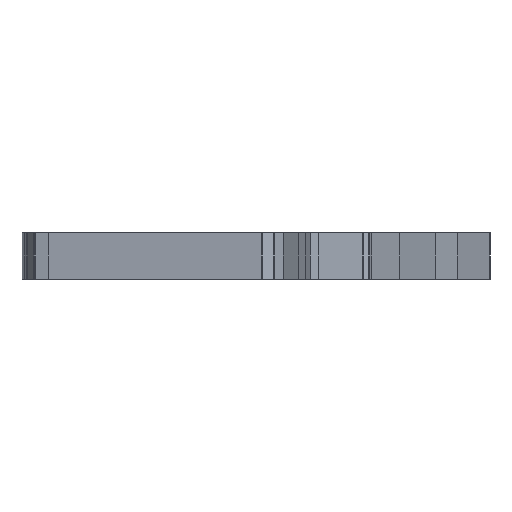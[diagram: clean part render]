
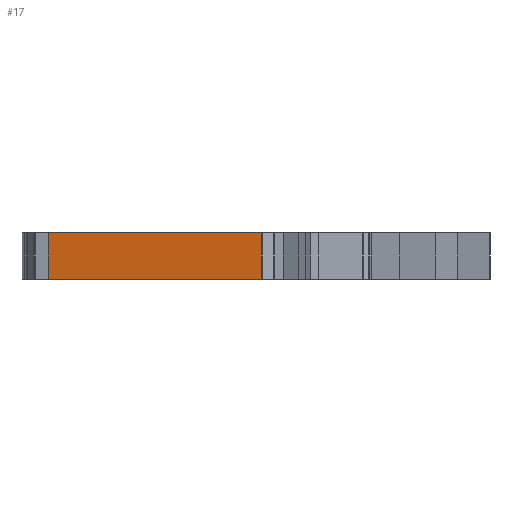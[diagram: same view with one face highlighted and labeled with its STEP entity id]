
A CAD part, left-side view. The second image highlights one B-rep face of the part: STEP entity #17.
In plain terms, the highlighted free-form (B-spline) face has degree [1, 1] with [2, 2] control points.
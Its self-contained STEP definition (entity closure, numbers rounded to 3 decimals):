
#17 = ADVANCED_FACE('',(#18),#31,.T.);
#18 = FACE_BOUND('',#19,.T.);
#19 = EDGE_LOOP('',(#20,#52,#77,#102));
#20 = ORIENTED_EDGE('',*,*,#21,.T.);
#21 = EDGE_CURVE('',#22,#24,#26,.T.);
#22 = VERTEX_POINT('',#23);
#23 = CARTESIAN_POINT('',(60.249,-136.481,0.));
#24 = VERTEX_POINT('',#25);
#25 = CARTESIAN_POINT('',(60.249,-136.481,
    12.7));
#26 = SURFACE_CURVE('',#27,(#30,#41),.PCURVE_S1.);
#27 = B_SPLINE_CURVE_WITH_KNOTS('',1,(#28,#29),.UNSPECIFIED.,.F.,.F.,(2,
    2),(0.,500.),.PIECEWISE_BEZIER_KNOTS.);
#28 = CARTESIAN_POINT('',(60.249,-136.481,0.));
#29 = CARTESIAN_POINT('',(60.249,-136.481,
    12.7));
#30 = PCURVE('',#31,#36);
#31 = B_SPLINE_SURFACE_WITH_KNOTS('',1,1,(
    (#32,#33)
    ,(#34,#35
    )),.UNSPECIFIED.,.F.,.F.,.F.,(2,2),(2,2),(0.,2323.655),(
    -500.,0.),.PIECEWISE_BEZIER_KNOTS.);
#32 = CARTESIAN_POINT('',(60.249,-136.481,
    12.7));
#33 = CARTESIAN_POINT('',(60.249,-136.481,0.));
#34 = CARTESIAN_POINT('',(71.105,-78.467,12.7
    ));
#35 = CARTESIAN_POINT('',(71.105,-78.467,0.));
#36 = DEFINITIONAL_REPRESENTATION('',(#37),#40);
#37 = B_SPLINE_CURVE_WITH_KNOTS('',1,(#38,#39),.UNSPECIFIED.,.F.,.F.,(2,
    2),(0.,500.),.PIECEWISE_BEZIER_KNOTS.);
#38 = CARTESIAN_POINT('',(0.,0.));
#39 = CARTESIAN_POINT('',(0.,-500.));
#40 = ( GEOMETRIC_REPRESENTATION_CONTEXT(2) 
PARAMETRIC_REPRESENTATION_CONTEXT() REPRESENTATION_CONTEXT('2D SPACE',''
  ) );
#41 = PCURVE('',#42,#47);
#42 = B_SPLINE_SURFACE_WITH_KNOTS('',1,1,(
    (#43,#44)
    ,(#45,#46
    )),.UNSPECIFIED.,.F.,.F.,.F.,(2,2),(2,2),(0.,2.029),(-500.,
    0.),.PIECEWISE_BEZIER_KNOTS.);
#43 = CARTESIAN_POINT('',(60.241,-136.532,
    12.7));
#44 = CARTESIAN_POINT('',(60.241,-136.532,0.));
#45 = CARTESIAN_POINT('',(60.249,-136.481,
    12.7));
#46 = CARTESIAN_POINT('',(60.249,-136.481,0.));
#47 = DEFINITIONAL_REPRESENTATION('',(#48),#51);
#48 = B_SPLINE_CURVE_WITH_KNOTS('',1,(#49,#50),.UNSPECIFIED.,.F.,.F.,(2,
    2),(0.,500.),.PIECEWISE_BEZIER_KNOTS.);
#49 = CARTESIAN_POINT('',(2.029,0.));
#50 = CARTESIAN_POINT('',(2.029,-500.));
#51 = ( GEOMETRIC_REPRESENTATION_CONTEXT(2) 
PARAMETRIC_REPRESENTATION_CONTEXT() REPRESENTATION_CONTEXT('2D SPACE',''
  ) );
#52 = ORIENTED_EDGE('',*,*,#53,.T.);
#53 = EDGE_CURVE('',#24,#54,#56,.T.);
#54 = VERTEX_POINT('',#55);
#55 = CARTESIAN_POINT('',(71.105,-78.467,12.7
    ));
#56 = SURFACE_CURVE('',#57,(#60,#66),.PCURVE_S1.);
#57 = B_SPLINE_CURVE_WITH_KNOTS('',1,(#58,#59),.UNSPECIFIED.,.F.,.F.,(2,
    2),(0.,2323.655),.PIECEWISE_BEZIER_KNOTS.);
#58 = CARTESIAN_POINT('',(60.249,-136.481,
    12.7));
#59 = CARTESIAN_POINT('',(71.105,-78.467,12.7
    ));
#60 = PCURVE('',#31,#61);
#61 = DEFINITIONAL_REPRESENTATION('',(#62),#65);
#62 = B_SPLINE_CURVE_WITH_KNOTS('',1,(#63,#64),.UNSPECIFIED.,.F.,.F.,(2,
    2),(0.,2323.655),.PIECEWISE_BEZIER_KNOTS.);
#63 = CARTESIAN_POINT('',(0.,-500.));
#64 = CARTESIAN_POINT('',(2323.655,-500.));
#65 = ( GEOMETRIC_REPRESENTATION_CONTEXT(2) 
PARAMETRIC_REPRESENTATION_CONTEXT() REPRESENTATION_CONTEXT('2D SPACE',''
  ) );
#66 = PCURVE('',#67,#72);
#67 = B_SPLINE_SURFACE_WITH_KNOTS('',1,1,(
    (#68,#69)
    ,(#70,#71
    )),.UNSPECIFIED.,.F.,.F.,.F.,(2,2),(2,2),(-6229.332,
    6251.707),(-2945.289,2068.764),
  .PIECEWISE_BEZIER_KNOTS.);
#68 = CARTESIAN_POINT('',(377.255,-198.616,
    12.7));
#69 = CARTESIAN_POINT('',(377.255,-71.259,
    12.7));
#70 = CARTESIAN_POINT('',(60.236,-198.616,
    12.7));
#71 = CARTESIAN_POINT('',(60.236,-71.259,
    12.7));
#72 = DEFINITIONAL_REPRESENTATION('',(#73),#76);
#73 = B_SPLINE_CURVE_WITH_KNOTS('',1,(#74,#75),.UNSPECIFIED.,.F.,.F.,(2,
    2),(0.,2323.655),.PIECEWISE_BEZIER_KNOTS.);
#74 = CARTESIAN_POINT('',(6251.209,-499.019));
#75 = CARTESIAN_POINT('',(5823.827,1784.995));
#76 = ( GEOMETRIC_REPRESENTATION_CONTEXT(2) 
PARAMETRIC_REPRESENTATION_CONTEXT() REPRESENTATION_CONTEXT('2D SPACE',''
  ) );
#77 = ORIENTED_EDGE('',*,*,#78,.F.);
#78 = EDGE_CURVE('',#79,#54,#81,.T.);
#79 = VERTEX_POINT('',#80);
#80 = CARTESIAN_POINT('',(71.105,-78.467,0.));
#81 = SURFACE_CURVE('',#82,(#85,#91),.PCURVE_S1.);
#82 = B_SPLINE_CURVE_WITH_KNOTS('',1,(#83,#84),.UNSPECIFIED.,.F.,.F.,(2,
    2),(0.,500.),.PIECEWISE_BEZIER_KNOTS.);
#83 = CARTESIAN_POINT('',(71.105,-78.467,0.));
#84 = CARTESIAN_POINT('',(71.105,-78.467,12.7
    ));
#85 = PCURVE('',#31,#86);
#86 = DEFINITIONAL_REPRESENTATION('',(#87),#90);
#87 = B_SPLINE_CURVE_WITH_KNOTS('',1,(#88,#89),.UNSPECIFIED.,.F.,.F.,(2,
    2),(0.,500.),.PIECEWISE_BEZIER_KNOTS.);
#88 = CARTESIAN_POINT('',(2323.655,0.));
#89 = CARTESIAN_POINT('',(2323.655,-500.));
#90 = ( GEOMETRIC_REPRESENTATION_CONTEXT(2) 
PARAMETRIC_REPRESENTATION_CONTEXT() REPRESENTATION_CONTEXT('2D SPACE',''
  ) );
#91 = PCURVE('',#92,#97);
#92 = B_SPLINE_SURFACE_WITH_KNOTS('',1,1,(
    (#93,#94)
    ,(#95,#96
  )),.UNSPECIFIED.,.F.,.F.,.F.,(2,2),(2,2),(0.,1.692),(-500.,0.)
  ,.PIECEWISE_BEZIER_KNOTS.);
#93 = CARTESIAN_POINT('',(71.105,-78.467,12.7
    ));
#94 = CARTESIAN_POINT('',(71.105,-78.467,0.));
#95 = CARTESIAN_POINT('',(71.114,-78.425,
    12.7));
#96 = CARTESIAN_POINT('',(71.114,-78.425,0.));
#97 = DEFINITIONAL_REPRESENTATION('',(#98),#101);
#98 = B_SPLINE_CURVE_WITH_KNOTS('',1,(#99,#100),.UNSPECIFIED.,.F.,.F.,(2
    ,2),(0.,500.),.PIECEWISE_BEZIER_KNOTS.);
#99 = CARTESIAN_POINT('',(0.,0.));
#100 = CARTESIAN_POINT('',(0.,-500.));
#101 = ( GEOMETRIC_REPRESENTATION_CONTEXT(2) 
PARAMETRIC_REPRESENTATION_CONTEXT() REPRESENTATION_CONTEXT('2D SPACE',''
  ) );
#102 = ORIENTED_EDGE('',*,*,#103,.F.);
#103 = EDGE_CURVE('',#22,#79,#104,.T.);
#104 = SURFACE_CURVE('',#105,(#108,#114),.PCURVE_S1.);
#105 = B_SPLINE_CURVE_WITH_KNOTS('',1,(#106,#107),.UNSPECIFIED.,.F.,.F.,
  (2,2),(0.,2323.655),.PIECEWISE_BEZIER_KNOTS.);
#106 = CARTESIAN_POINT('',(60.249,-136.481,0.));
#107 = CARTESIAN_POINT('',(71.105,-78.467,0.));
#108 = PCURVE('',#31,#109);
#109 = DEFINITIONAL_REPRESENTATION('',(#110),#113);
#110 = B_SPLINE_CURVE_WITH_KNOTS('',1,(#111,#112),.UNSPECIFIED.,.F.,.F.,
  (2,2),(0.,2323.655),.PIECEWISE_BEZIER_KNOTS.);
#111 = CARTESIAN_POINT('',(0.,0.));
#112 = CARTESIAN_POINT('',(2323.655,0.));
#113 = ( GEOMETRIC_REPRESENTATION_CONTEXT(2) 
PARAMETRIC_REPRESENTATION_CONTEXT() REPRESENTATION_CONTEXT('2D SPACE',''
  ) );
#114 = PCURVE('',#115,#120);
#115 = B_SPLINE_SURFACE_WITH_KNOTS('',1,1,(
    (#116,#117)
    ,(#118,#119
    )),.UNSPECIFIED.,.F.,.F.,.F.,(2,2),(2,2),(-6229.332,
    6251.707),(-2945.289,2068.764),
  .PIECEWISE_BEZIER_KNOTS.);
#116 = CARTESIAN_POINT('',(377.255,-198.616,0.));
#117 = CARTESIAN_POINT('',(377.255,-71.259,0.));
#118 = CARTESIAN_POINT('',(60.236,-198.616,0.));
#119 = CARTESIAN_POINT('',(60.236,-71.259,0.));
#120 = DEFINITIONAL_REPRESENTATION('',(#121),#124);
#121 = B_SPLINE_CURVE_WITH_KNOTS('',1,(#122,#123),.UNSPECIFIED.,.F.,.F.,
  (2,2),(0.,2323.655),.PIECEWISE_BEZIER_KNOTS.);
#122 = CARTESIAN_POINT('',(6251.209,-499.019));
#123 = CARTESIAN_POINT('',(5823.827,1784.995));
#124 = ( GEOMETRIC_REPRESENTATION_CONTEXT(2) 
PARAMETRIC_REPRESENTATION_CONTEXT() REPRESENTATION_CONTEXT('2D SPACE',''
  ) );
